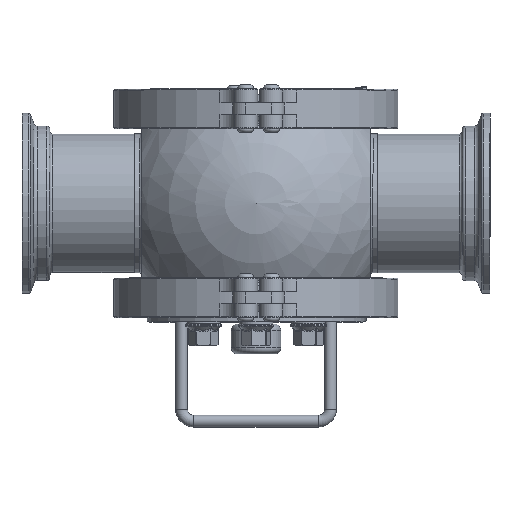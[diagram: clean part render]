
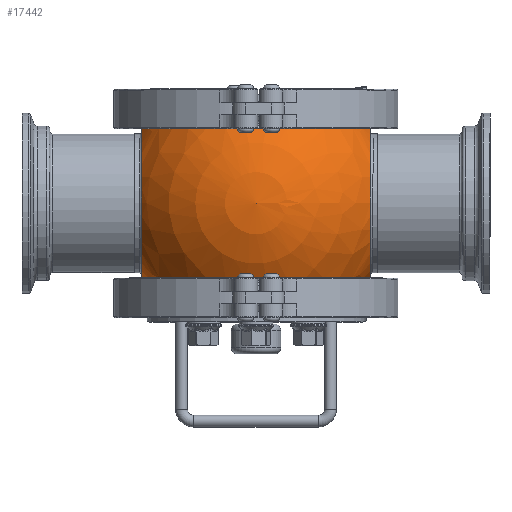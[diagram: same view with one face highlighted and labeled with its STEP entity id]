
A CAD part, top view. The second image highlights one B-rep face of the part: STEP entity #17442.
In plain terms, the highlighted spherical face has radius 70.5 mm.
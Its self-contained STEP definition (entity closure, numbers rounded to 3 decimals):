
#31=SPHERICAL_SURFACE('',#19097,70.5);
#1769=FACE_OUTER_BOUND('',#2801,.T.);
#2801=EDGE_LOOP('',(#12860,#12861,#12862,#12863,#12864,#12865,#12866));
#4094=CIRCLE('',#19065,40.792);
#4113=CIRCLE('',#19092,59.561);
#4114=CIRCLE('',#19094,59.561);
#4116=CIRCLE('',#19098,40.792);
#4117=CIRCLE('',#19099,70.5);
#4118=CIRCLE('',#19100,40.792);
#7073=VERTEX_POINT('',#31767);
#7074=VERTEX_POINT('',#31769);
#7093=VERTEX_POINT('',#31885);
#7094=VERTEX_POINT('',#31889);
#7096=VERTEX_POINT('',#31897);
#7097=VERTEX_POINT('',#31899);
#9158=EDGE_CURVE('',#7074,#7073,#4094,.T.);
#9189=EDGE_CURVE('',#7073,#7093,#4113,.T.);
#9190=EDGE_CURVE('',#7074,#7094,#4114,.T.);
#9194=EDGE_CURVE('',#7093,#7096,#4116,.T.);
#9195=EDGE_CURVE('',#7097,#7096,#4117,.T.);
#9196=EDGE_CURVE('',#7096,#7094,#4118,.T.);
#12860=ORIENTED_EDGE('',*,*,#9158,.T.);
#12861=ORIENTED_EDGE('',*,*,#9189,.T.);
#12862=ORIENTED_EDGE('',*,*,#9194,.T.);
#12863=ORIENTED_EDGE('',*,*,#9195,.F.);
#12864=ORIENTED_EDGE('',*,*,#9195,.T.);
#12865=ORIENTED_EDGE('',*,*,#9196,.T.);
#12866=ORIENTED_EDGE('',*,*,#9190,.F.);
#17442=ADVANCED_FACE('',(#1769),#31,.T.);
#19065=AXIS2_PLACEMENT_3D('',#31770,#22715,#22716);
#19092=AXIS2_PLACEMENT_3D('',#31887,#22772,#22773);
#19094=AXIS2_PLACEMENT_3D('',#31890,#22776,#22777);
#19097=AXIS2_PLACEMENT_3D('',#31896,#22784,#22785);
#19098=AXIS2_PLACEMENT_3D('',#31898,#22786,#22787);
#19099=AXIS2_PLACEMENT_3D('',#31900,#22788,#22789);
#19100=AXIS2_PLACEMENT_3D('',#31901,#22790,#22791);
#22715=DIRECTION('center_axis',(1.,0.,0.));
#22716=DIRECTION('ref_axis',(0.,0.,
-1.));
#22772=DIRECTION('center_axis',(0.,1.,0.));
#22773=DIRECTION('ref_axis',(1.,0.,0.));
#22776=DIRECTION('center_axis',(0.,1.,0.));
#22777=DIRECTION('ref_axis',(1.,0.,0.));
#22784=DIRECTION('center_axis',(0.,0.,
1.));
#22785=DIRECTION('ref_axis',(-1.,0.,0.));
#22786=DIRECTION('center_axis',(-1.,0.,0.));
#22787=DIRECTION('ref_axis',(0.,0.,
1.));
#22788=DIRECTION('center_axis',(0.,1.,0.));
#22789=DIRECTION('ref_axis',(1.,0.,0.));
#22790=DIRECTION('center_axis',(-1.,0.,0.));
#22791=DIRECTION('ref_axis',(0.,0.,
1.));
#31767=CARTESIAN_POINT('',(-57.5,-37.72,15.531));
#31769=CARTESIAN_POINT('',(-57.5,37.72,15.531));
#31770=CARTESIAN_POINT('Origin',(-57.5,0.,0.));
#31885=CARTESIAN_POINT('',(57.5,-37.72,15.531));
#31887=CARTESIAN_POINT('Origin',(0.,-37.72,
0.));
#31889=CARTESIAN_POINT('',(57.5,37.72,15.531));
#31890=CARTESIAN_POINT('Origin',(0.,37.72,
0.));
#31896=CARTESIAN_POINT('Origin',(0.,0.,0.));
#31897=CARTESIAN_POINT('',(57.5,0.,40.792));
#31898=CARTESIAN_POINT('Origin',(57.5,0.,0.));
#31899=CARTESIAN_POINT('',(0.,0.,70.5));
#31900=CARTESIAN_POINT('Origin',(0.,0.,0.));
#31901=CARTESIAN_POINT('Origin',(57.5,0.,0.));
